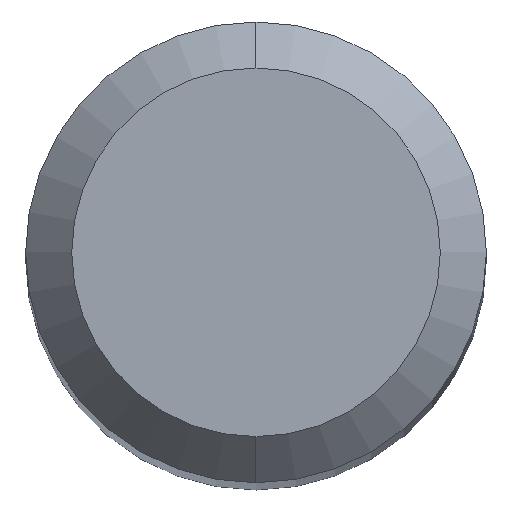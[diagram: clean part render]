
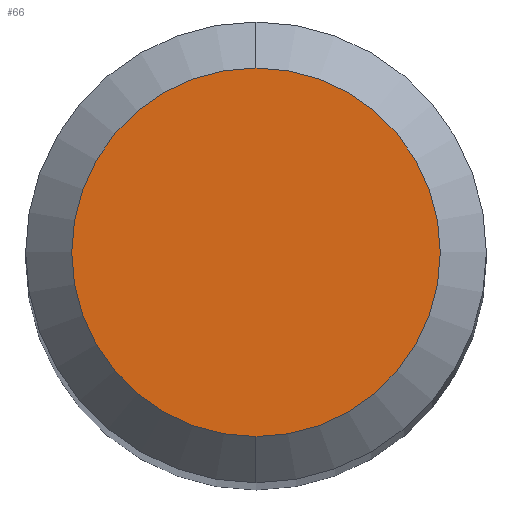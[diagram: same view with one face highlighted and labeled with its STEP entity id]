
A CAD part, top view. The second image highlights one B-rep face of the part: STEP entity #66.
In plain terms, the highlighted planar face has unit normal (0, 0, 1).
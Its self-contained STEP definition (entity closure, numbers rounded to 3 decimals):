
#66=ADVANCED_FACE('',(#149),#150,.T.);
#149=FACE_OUTER_BOUND('',#248,.T.);
#150=PLANE('',#249);
#248=EDGE_LOOP('',(#360,#361));
#249=AXIS2_PLACEMENT_3D('',#362,#363,#364);
#360=ORIENTED_EDGE('',*,*,#533,.F.);
#361=ORIENTED_EDGE('',*,*,#536,.F.);
#362=CARTESIAN_POINT('',(0.,0.8,36.454));
#363=DIRECTION('',(0.,0.0,1.0));
#364=DIRECTION('',(0.0,-1.0,0.0));
#533=EDGE_CURVE('',#634,#636,#637,.T.);
#536=EDGE_CURVE('',#636,#634,#640,.T.);
#634=VERTEX_POINT('',#734);
#636=VERTEX_POINT('',#737);
#637=CIRCLE('',#738,1.6);
#640=CIRCLE('',#742,1.6);
#734=CARTESIAN_POINT('',(0.,1.6,36.454));
#737=CARTESIAN_POINT('',(0.,-1.6,36.454));
#738=AXIS2_PLACEMENT_3D('',#836,#837,#838);
#742=AXIS2_PLACEMENT_3D('',#840,#841,#842);
#836=CARTESIAN_POINT('',(0.,0.0,36.454));
#837=DIRECTION('',(0.,0.0,-1.0));
#838=DIRECTION('',(0.0,1.0,0.0));
#840=CARTESIAN_POINT('',(0.,0.0,36.454));
#841=DIRECTION('',(0.,0.0,-1.0));
#842=DIRECTION('',(0.0,1.0,0.0));
